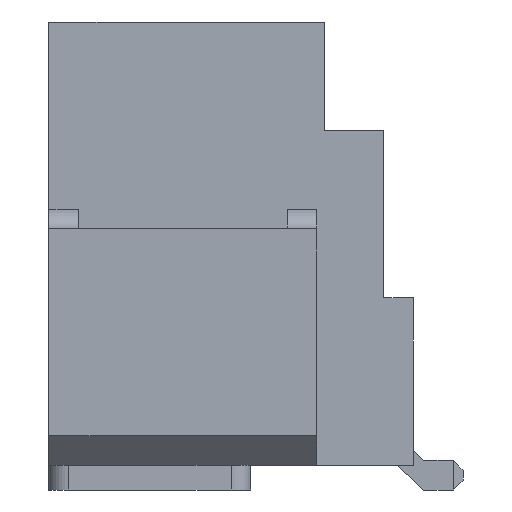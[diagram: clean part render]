
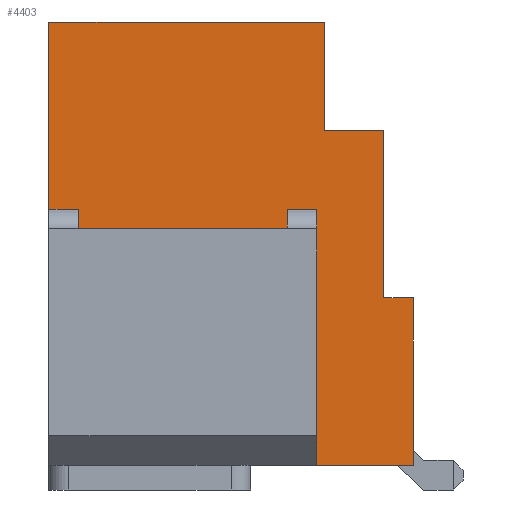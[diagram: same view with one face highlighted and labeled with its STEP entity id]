
A CAD part, left-side view. The second image highlights one B-rep face of the part: STEP entity #4403.
In plain terms, the highlighted planar face has unit normal (-1, 0, 0).
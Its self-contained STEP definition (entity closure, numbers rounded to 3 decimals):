
#488=ORIENTED_EDGE('',*,*,#1663,.T.);
#489=ORIENTED_EDGE('',*,*,#1664,.T.);
#490=ORIENTED_EDGE('',*,*,#1643,.T.);
#491=ORIENTED_EDGE('',*,*,#1543,.T.);
#492=ORIENTED_EDGE('',*,*,#1665,.F.);
#493=ORIENTED_EDGE('',*,*,#1666,.F.);
#494=ORIENTED_EDGE('',*,*,#1667,.F.);
#495=ORIENTED_EDGE('',*,*,#1668,.F.);
#496=ORIENTED_EDGE('',*,*,#1364,.T.);
#497=ORIENTED_EDGE('',*,*,#1490,.T.);
#498=ORIENTED_EDGE('',*,*,#1669,.T.);
#499=ORIENTED_EDGE('',*,*,#1670,.F.);
#500=ORIENTED_EDGE('',*,*,#1671,.T.);
#501=ORIENTED_EDGE('',*,*,#1672,.T.);
#1364=EDGE_CURVE('',#1999,#1998,#2412,.T.);
#1490=EDGE_CURVE('',#1998,#2103,#2537,.T.);
#1543=EDGE_CURVE('',#2147,#2146,#2589,.T.);
#1643=EDGE_CURVE('',#2209,#2147,#2689,.T.);
#1663=EDGE_CURVE('',#2226,#2227,#2709,.T.);
#1664=EDGE_CURVE('',#2227,#2209,#2710,.T.);
#1665=EDGE_CURVE('',#2228,#2146,#2711,.T.);
#1666=EDGE_CURVE('',#2229,#2228,#2712,.T.);
#1667=EDGE_CURVE('',#2230,#2229,#2713,.T.);
#1668=EDGE_CURVE('',#1999,#2230,#2714,.T.);
#1669=EDGE_CURVE('',#2103,#2231,#2715,.T.);
#1670=EDGE_CURVE('',#2232,#2231,#2716,.T.);
#1671=EDGE_CURVE('',#2232,#2233,#2717,.T.);
#1672=EDGE_CURVE('',#2233,#2226,#2718,.T.);
#1998=VERTEX_POINT('',#5988);
#1999=VERTEX_POINT('',#5990);
#2103=VERTEX_POINT('',#6252);
#2146=VERTEX_POINT('',#6349);
#2147=VERTEX_POINT('',#6351);
#2209=VERTEX_POINT('',#6536);
#2226=VERTEX_POINT('',#6585);
#2227=VERTEX_POINT('',#6586);
#2228=VERTEX_POINT('',#6589);
#2229=VERTEX_POINT('',#6591);
#2230=VERTEX_POINT('',#6593);
#2231=VERTEX_POINT('',#6596);
#2232=VERTEX_POINT('',#6598);
#2233=VERTEX_POINT('',#6600);
#2412=LINE('',#5989,#3026);
#2537=LINE('',#6253,#3151);
#2589=LINE('',#6350,#3203);
#2689=LINE('',#6544,#3303);
#2709=LINE('',#6584,#3323);
#2710=LINE('',#6587,#3324);
#2711=LINE('',#6588,#3325);
#2712=LINE('',#6590,#3326);
#2713=LINE('',#6592,#3327);
#2714=LINE('',#6594,#3328);
#2715=LINE('',#6595,#3329);
#2716=LINE('',#6597,#3330);
#2717=LINE('',#6599,#3331);
#2718=LINE('',#6601,#3332);
#3026=VECTOR('',#4860,1000.);
#3151=VECTOR('',#5053,1000.);
#3203=VECTOR('',#5109,1000.);
#3303=VECTOR('',#5267,1000.);
#3323=VECTOR('',#5299,1000.);
#3324=VECTOR('',#5300,1000.);
#3325=VECTOR('',#5301,1000.);
#3326=VECTOR('',#5302,1000.);
#3327=VECTOR('',#5303,1000.);
#3328=VECTOR('',#5304,1000.);
#3329=VECTOR('',#5305,1000.);
#3330=VECTOR('',#5306,1000.);
#3331=VECTOR('',#5307,1000.);
#3332=VECTOR('',#5308,1000.);
#3707=EDGE_LOOP('',(#488,#489,#490,#491,#492,#493,#494,#495,#496,#497,#498,
#499,#500,#501));
#3947=FACE_BOUND('',#3707,.T.);
#4187=PLANE('',#4669);
#4403=ADVANCED_FACE('',(#3947),#4187,.T.);
#4669=AXIS2_PLACEMENT_3D('',#6583,#5297,#5298);
#4860=DIRECTION('',(0.,1.,0.));
#5053=DIRECTION('',(0.,0.,-1.));
#5109=DIRECTION('',(0.,0.,1.));
#5267=DIRECTION('',(0.,-1.,0.));
#5297=DIRECTION('',(-1.,0.,0.));
#5298=DIRECTION('',(0.,0.,1.));
#5299=DIRECTION('',(0.,-1.,0.));
#5300=DIRECTION('',(0.,0.,-1.));
#5301=DIRECTION('',(0.,-1.,0.));
#5302=DIRECTION('',(0.,0.,-1.));
#5303=DIRECTION('',(0.,-1.,0.));
#5304=DIRECTION('',(0.,0.,-1.));
#5305=DIRECTION('',(0.,-1.,0.));
#5306=DIRECTION('',(0.,0.,1.));
#5307=DIRECTION('',(0.,-1.,0.));
#5308=DIRECTION('',(0.,0.,1.));
#5988=CARTESIAN_POINT('',(-5.25,1.85,2.25));
#5989=CARTESIAN_POINT('',(-5.25,-1.85,2.25));
#5990=CARTESIAN_POINT('',(-5.25,-0.95,2.25));
#6252=CARTESIAN_POINT('',(-5.25,1.85,0.35));
#6253=CARTESIAN_POINT('',(-5.25,1.85,2.25));
#6349=CARTESIAN_POINT('',(-5.25,-1.85,-0.55));
#6350=CARTESIAN_POINT('',(-5.25,-1.85,-2.25));
#6351=CARTESIAN_POINT('',(-5.25,-1.85,-2.25));
#6536=CARTESIAN_POINT('',(-5.25,-0.87,-2.25));
#6544=CARTESIAN_POINT('',(-5.25,1.85,-2.25));
#6583=CARTESIAN_POINT('',(-5.25,0.,0.));
#6584=CARTESIAN_POINT('',(-5.25,-0.87,0.35));
#6585=CARTESIAN_POINT('',(-5.25,-0.57,0.35));
#6586=CARTESIAN_POINT('',(-5.25,-0.87,0.35));
#6587=CARTESIAN_POINT('',(-5.25,-0.87,0.15));
#6588=CARTESIAN_POINT('',(-5.25,0.,-0.55));
#6589=CARTESIAN_POINT('',(-5.25,-1.55,-0.55));
#6590=CARTESIAN_POINT('',(-5.25,-1.55,0.));
#6591=CARTESIAN_POINT('',(-5.25,-1.55,1.15));
#6592=CARTESIAN_POINT('',(-5.25,0.,1.15));
#6593=CARTESIAN_POINT('',(-5.25,-0.95,1.15));
#6594=CARTESIAN_POINT('',(-5.25,-0.95,0.));
#6595=CARTESIAN_POINT('',(-5.25,1.55,0.35));
#6596=CARTESIAN_POINT('',(-5.25,1.55,0.35));
#6597=CARTESIAN_POINT('',(-5.25,1.55,-0.15));
#6598=CARTESIAN_POINT('',(-5.25,1.55,-0.15));
#6599=CARTESIAN_POINT('',(-5.25,1.55,-0.15));
#6600=CARTESIAN_POINT('',(-5.25,-0.57,-0.15));
#6601=CARTESIAN_POINT('',(-5.25,-0.57,-0.15));
